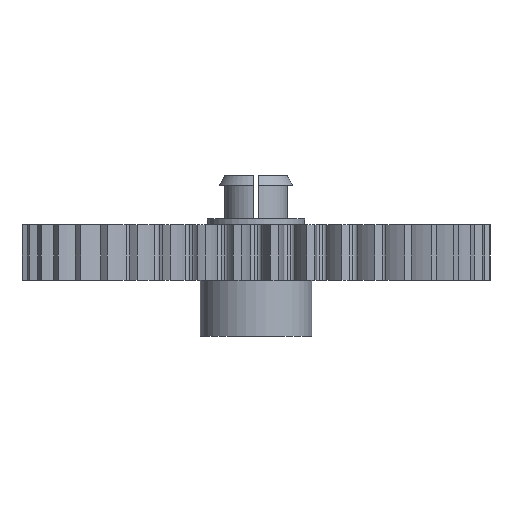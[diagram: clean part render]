
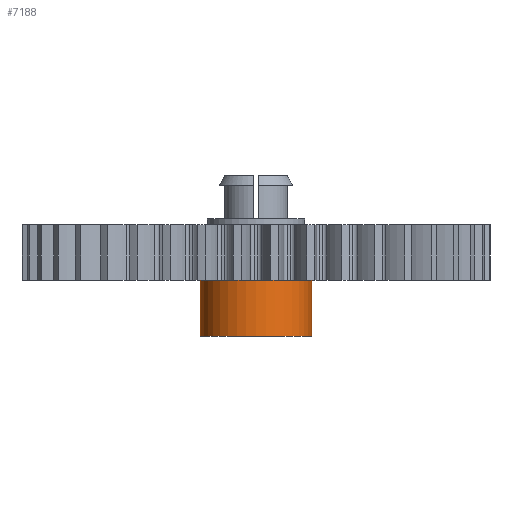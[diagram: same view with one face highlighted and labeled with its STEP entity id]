
A CAD part, front view. The second image highlights one B-rep face of the part: STEP entity #7188.
In plain terms, the highlighted cylindrical face has radius 4.99 mm (diameter 9.98 mm), a full revolution.
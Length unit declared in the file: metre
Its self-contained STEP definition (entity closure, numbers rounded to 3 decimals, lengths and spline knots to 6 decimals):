
#315=CYLINDRICAL_SURFACE('',#7944,0.00499);
#3477=ORIENTED_EDGE('',*,*,#4789,.F.);
#3478=ORIENTED_EDGE('',*,*,#3924,.T.);
#3924=EDGE_CURVE('',#5032,#5032,#5692,.T.);
#4789=EDGE_CURVE('',#5531,#5531,#5979,.T.);
#5032=VERTEX_POINT('',#12574);
#5531=VERTEX_POINT('',#17054);
#5692=CIRCLE('',#7366,0.00499);
#5979=CIRCLE('',#7945,0.00499);
#6356=EDGE_LOOP('',(#3477));
#6357=EDGE_LOOP('',(#3478));
#6738=FACE_BOUND('',#6356,.T.);
#6739=FACE_BOUND('',#6357,.T.);
#7188=ADVANCED_FACE('',(#6738,#6739),#315,.T.);
#7366=AXIS2_PLACEMENT_3D('',#12573,#8273,#8274);
#7944=AXIS2_PLACEMENT_3D('',#17052,#9919,#9920);
#7945=AXIS2_PLACEMENT_3D('',#17053,#9921,#9922);
#8273=DIRECTION('',(0.,0.,-1.));
#8274=DIRECTION('',(-1.,0.,0.));
#9919=DIRECTION('',(0.,0.,1.));
#9920=DIRECTION('',(1.,0.,0.));
#9921=DIRECTION('',(0.,0.,-1.));
#9922=DIRECTION('',(-1.,0.,0.));
#12573=CARTESIAN_POINT('',(-0.03,0.,-0.008));
#12574=CARTESIAN_POINT('',(-0.03499,0.,-0.008));
#17052=CARTESIAN_POINT('',(-0.03,0.,-0.013));
#17053=CARTESIAN_POINT('',(-0.03,0.,-0.013));
#17054=CARTESIAN_POINT('',(-0.03499,0.,-0.013));
